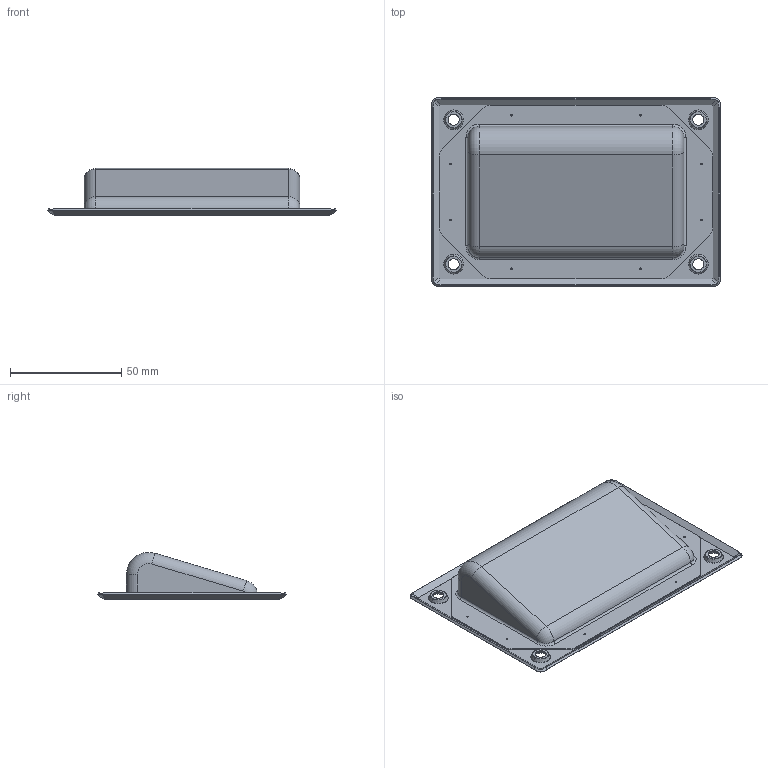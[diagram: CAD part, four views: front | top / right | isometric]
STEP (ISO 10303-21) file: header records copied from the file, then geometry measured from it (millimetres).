
FILE_DESCRIPTION (( 'STEP AP214' ), '1' );
FILE_NAME ('HPS-09300.STEP', '2018-05-31T06:27:48', ( '' ), ( '' ), 'SwSTEP 2.0', 'SolidWorks 2010', '' );
FILE_SCHEMA (( 'AUTOMOTIVE_DESIGN' ));
Length unit declared in the file: millimetre
Products named in the file (3): 面板; HPS-09300; 下蓋
Assembly tree (2 placements, depth 2):
  HPS-09300
    下蓋
    面板
Bounding box: 129.96 x 84.96 x 21.19 mm (x, y, z)
Volume: 16746.7 mm3; surface area: 40588.4 mm2
Topology: 2 solids, 2 shells, 392 faces, 891 edges, 518 vertices
Faces by surface type: torus 148, cylinder 131, plane 53, bspline 44, cone 16
Entity records: 14369 total; most frequent: CARTESIAN_POINT 5340, DIRECTION 2079, ORIENTED_EDGE 1782, AXIS2_PLACEMENT_3D 923, EDGE_CURVE 891, CIRCLE 570, VERTEX_POINT 518, EDGE_LOOP 433
